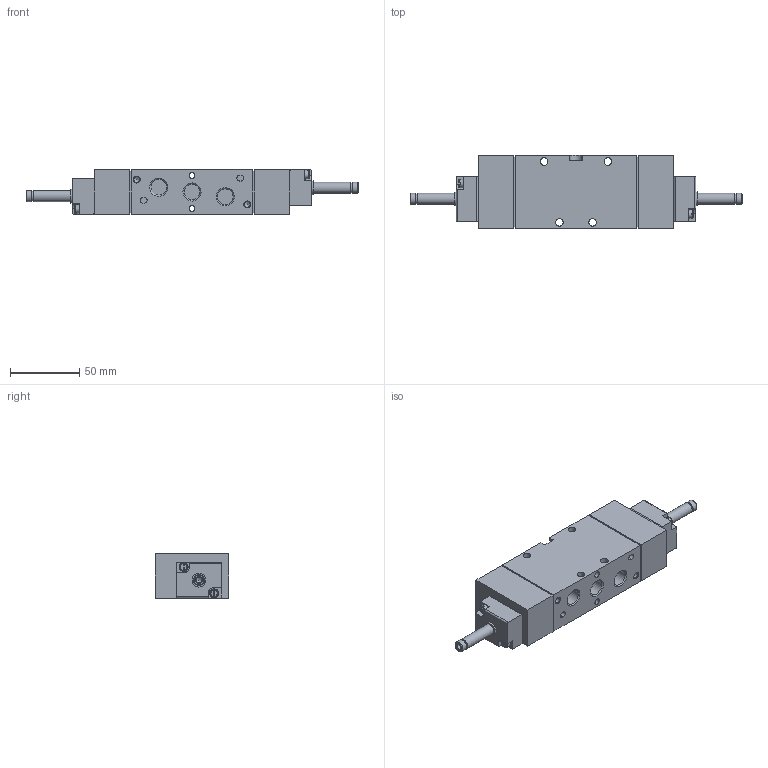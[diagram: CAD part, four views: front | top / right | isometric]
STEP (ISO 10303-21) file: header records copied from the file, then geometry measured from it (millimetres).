
FILE_DESCRIPTION(/* description */ ('STEP AP214'),/* implementation_level */ '2;1');
FILE_NAME(/* name */ '31001_MFH-5_3G-1_4-S-B',/* time_stamp */ '2024-09-05T08:49:34+02:00',/* author */ ('License CC BY-ND 4.0'),/* organization */ ('CADENAS'),/* preprocessor_version */ 'ST-DEVELOPER v19.3',/* originating_system */ 'PARTsolutions',/* authorisation */ ' ');
FILE_SCHEMA (('AUTOMOTIVE_DESIGN {1 0 10303 214 3 1 1}'));
Length unit declared in the file: millimetre
Products named in the file (1): 31001 MFH-5/3G-1/4-S-B
Bounding box: 240 x 53 x 32 mm (x, y, z)
Volume: 251764.2 mm3; surface area: 42537.9 mm2
Topology: 1 solids, 1 shells, 191 faces, 463 edges, 305 vertices
Faces by surface type: plane 109, cylinder 53, cone 21, torus 8
Full cylindrical faces by diameter (mm): 4.134 x4, 4.3 x2, 5.5 x4, 7 x2, 8 x4, 8.566 x2, 10 x2, 11.445 x5
Entity records: 5342 total; most frequent: CARTESIAN_POINT 986, DIRECTION 902, ORIENTED_EDGE 806, EDGE_CURVE 403, AXIS2_PLACEMENT_3D 339, VERTEX_POINT 295, FACE_BOUND 284, EDGE_LOOP 280
